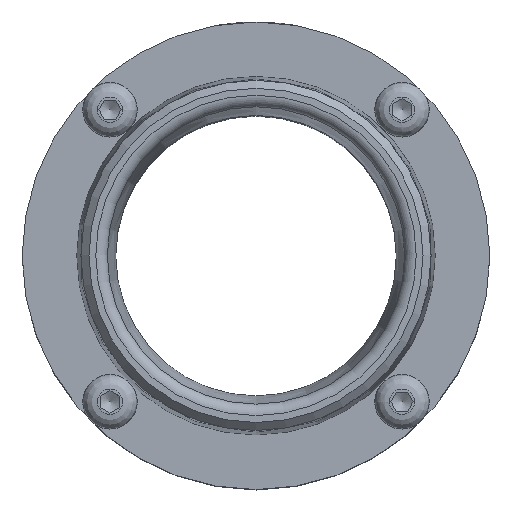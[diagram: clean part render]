
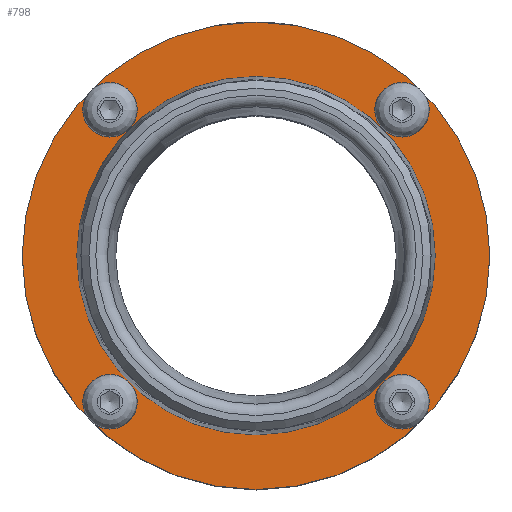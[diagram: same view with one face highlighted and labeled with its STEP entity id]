
A CAD part, top view. The second image highlights one B-rep face of the part: STEP entity #798.
In plain terms, the highlighted planar face has unit normal (0, 0, 1).
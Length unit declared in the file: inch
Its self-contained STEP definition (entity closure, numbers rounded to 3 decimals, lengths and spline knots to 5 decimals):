
#64=PLANE($,#914);
#115=CIRCLE($,#871,0.14063);
#117=CIRCLE($,#874,0.14063);
#119=CIRCLE($,#877,0.14063);
#121=CIRCLE($,#880,0.14063);
#122=CIRCLE($,#882,1.875);
#138=CIRCLE($,#913,1.3675);
#202=FACE_BOUND($,#384,.T.);
#203=FACE_BOUND($,#385,.T.);
#204=FACE_BOUND($,#386,.T.);
#205=FACE_BOUND($,#387,.T.);
#206=FACE_BOUND($,#388,.T.);
#207=FACE_BOUND($,#389,.T.);
#384=EDGE_LOOP($,(#690));
#385=EDGE_LOOP($,(#691));
#386=EDGE_LOOP($,(#692));
#387=EDGE_LOOP($,(#693));
#388=EDGE_LOOP($,(#694));
#389=EDGE_LOOP($,(#695));
#467=VERTEX_POINT($,#1516);
#469=VERTEX_POINT($,#1521);
#471=VERTEX_POINT($,#1526);
#473=VERTEX_POINT($,#1531);
#474=VERTEX_POINT($,#1534);
#490=VERTEX_POINT($,#1581);
#540=EDGE_CURVE($,#467,#467,#115,.T.);
#542=EDGE_CURVE($,#469,#469,#117,.T.);
#544=EDGE_CURVE($,#471,#471,#119,.T.);
#546=EDGE_CURVE($,#473,#473,#121,.T.);
#547=EDGE_CURVE($,#474,#474,#122,.T.);
#563=EDGE_CURVE($,#490,#490,#138,.T.);
#690=ORIENTED_EDGE($,*,*,#540,.T.);
#691=ORIENTED_EDGE($,*,*,#542,.T.);
#692=ORIENTED_EDGE($,*,*,#544,.T.);
#693=ORIENTED_EDGE($,*,*,#546,.T.);
#694=ORIENTED_EDGE($,*,*,#563,.T.);
#695=ORIENTED_EDGE($,*,*,#547,.F.);
#798=ADVANCED_FACE($,(#202,#203,#204,#205,#206,#207),#64,.T.);
#871=AXIS2_PLACEMENT_3D($,#1517,#1049,#1050);
#874=AXIS2_PLACEMENT_3D($,#1522,#1055,#1056);
#877=AXIS2_PLACEMENT_3D($,#1527,#1061,#1062);
#880=AXIS2_PLACEMENT_3D($,#1532,#1067,#1068);
#882=AXIS2_PLACEMENT_3D($,#1535,#1071,#1072);
#913=AXIS2_PLACEMENT_3D($,#1582,#1133,#1134);
#914=AXIS2_PLACEMENT_3D($,#1583,#1135,#1136);
#1049=DIRECTION('center_axis',(0.,0.,-1.));
#1050=DIRECTION('ref_axis',(0.,1.,0.));
#1055=DIRECTION('center_axis',(0.,0.,-1.));
#1056=DIRECTION('ref_axis',(-1.,0.,0.));
#1061=DIRECTION('center_axis',(0.,0.,-1.));
#1062=DIRECTION('ref_axis',(0.,-1.,0.));
#1067=DIRECTION('center_axis',(0.,0.,-1.));
#1068=DIRECTION('ref_axis',(1.,0.,0.));
#1071=DIRECTION('center_axis',(0.,0.,-1.));
#1072=DIRECTION('ref_axis',(1.,0.,0.));
#1133=DIRECTION('center_axis',(0.,0.,-1.));
#1134=DIRECTION('ref_axis',(1.,0.,0.));
#1135=DIRECTION('center_axis',(0.,0.,1.));
#1136=DIRECTION('ref_axis',(1.,0.,0.));
#1516=CARTESIAN_POINT('',(-1.17097,1.31159,-1.2025));
#1517=CARTESIAN_POINT('Origin',(-1.17097,1.17097,-1.2025));
#1521=CARTESIAN_POINT('',(-1.31159,-1.17097,-1.2025));
#1522=CARTESIAN_POINT('Origin',(-1.17097,-1.17097,-1.2025));
#1526=CARTESIAN_POINT('',(1.17097,-1.31159,-1.2025));
#1527=CARTESIAN_POINT('Origin',(1.17097,-1.17097,-1.2025));
#1531=CARTESIAN_POINT('',(1.31159,1.17097,-1.2025));
#1532=CARTESIAN_POINT('Origin',(1.17097,1.17097,-1.2025));
#1534=CARTESIAN_POINT('',(0.,1.875,-1.2025));
#1535=CARTESIAN_POINT('Origin',(0.,0.,-1.2025));
#1581=CARTESIAN_POINT('',(0.,1.3675,-1.2025));
#1582=CARTESIAN_POINT('Origin',(0.,0.,-1.2025));
#1583=CARTESIAN_POINT('Origin',(0.,1.875,-1.2025));
